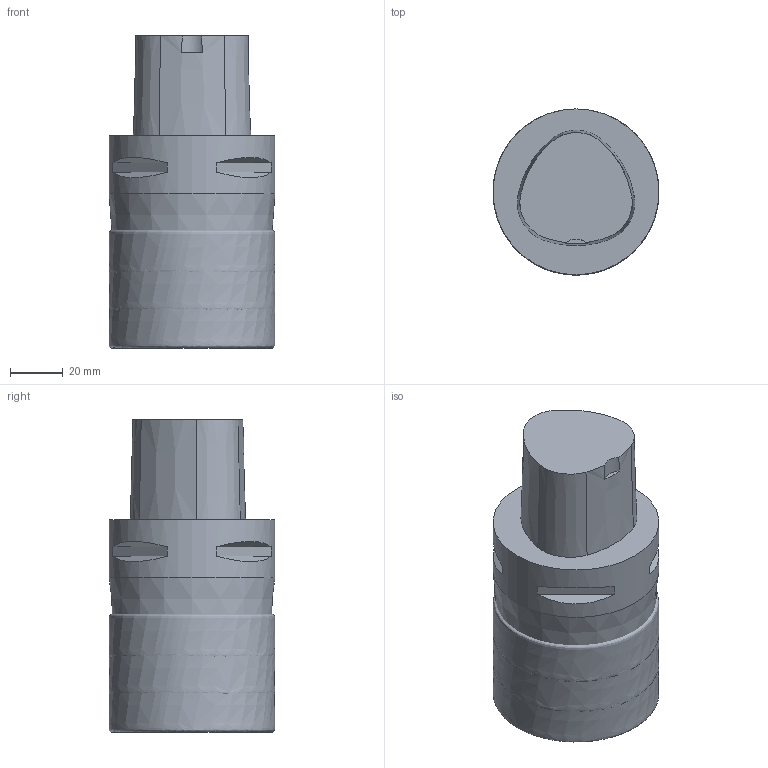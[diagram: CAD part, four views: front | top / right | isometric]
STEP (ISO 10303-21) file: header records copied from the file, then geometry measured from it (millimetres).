
FILE_DESCRIPTION(/* description */ (''),/* implementation_level */ '2;1');
FILE_NAME(/* name */ '1589196148519.stp',/* time_stamp */ '2020-05-11T16:52:51+05:00',/* author */ (''),/* organization */ ('SMS'),/* preprocessor_version */ 'ST-DEVELOPER v16.7',/* originating_system */ 'SIEMENS PLM Software NX 12.0',/* authorisation */ '');
FILE_SCHEMA (('AUTOMOTIVE_DESIGN { 1 0 10303 214 3 1 1 1 }'));
Length unit declared in the file: millimetre
Products named in the file (4): ASSEMBLY_CONSTRUCTION; 202613864mod000_01; 202978467mod000_00; 202978469mod000_00
Assembly tree (5 placements, depth 2):
  202978469mod000_00
    202978467mod000_00
    202613864mod000_01  x3
    ASSEMBLY_CONSTRUCTION
Bounding box: 63 x 63 x 118.6 mm (x, y, z)
Volume: 375851.8 mm3; surface area: 53393.6 mm2
Topology: 4 solids, 5 shells, 43 faces, 95 edges, 84 vertices
Faces by surface type: plane 18, cone 17, torus 3, bspline 3, cylinder 2
Full cylindrical faces by diameter (mm): 63 x1
Entity records: 17586 total; most frequent: CARTESIAN_POINT 16416, DIRECTION 232, ORIENTED_EDGE 130, AXIS2_PLACEMENT_3D 105, EDGE_CURVE 65, EDGE_LOOP 60, VERTEX_POINT 53, ADVANCED_FACE 43
